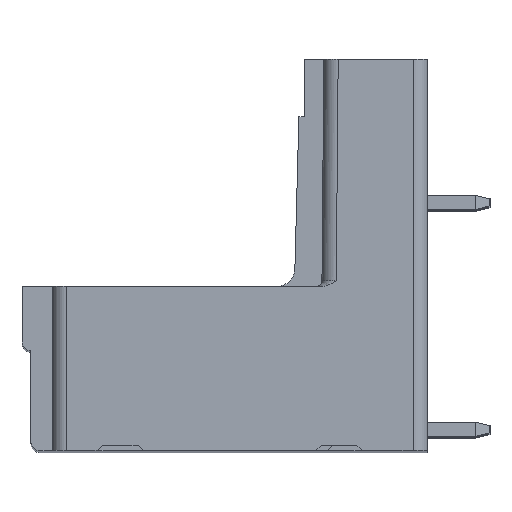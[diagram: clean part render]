
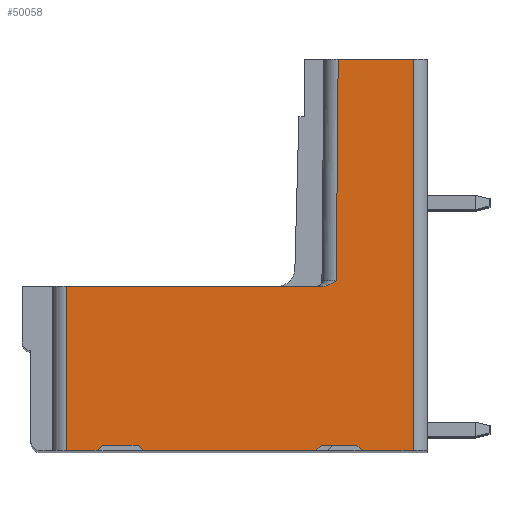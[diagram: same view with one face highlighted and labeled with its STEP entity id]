
A CAD part, top view. The second image highlights one B-rep face of the part: STEP entity #50058.
In plain terms, the highlighted planar face has unit normal (0, 0, 1).
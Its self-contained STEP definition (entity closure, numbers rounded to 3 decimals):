
#6142=DIRECTION('',(1.,0.,0.));
#6143=VECTOR('',#6142,1.7);
#6144=CARTESIAN_POINT('',(-20.194,0.,
-50.253));
#6145=LINE('',#6144,#6143);
#6166=DIRECTION('',(1.,0.,0.));
#6167=VECTOR('',#6166,9.65);
#6168=CARTESIAN_POINT('',(-15.894,0.,
-50.253));
#6169=LINE('',#6168,#6167);
#7104=DIRECTION('',(-1.,0.,0.));
#7105=VECTOR('',#7104,14.337);
#7106=CARTESIAN_POINT('',(-5.857,9.2,
-50.253));
#7107=LINE('',#7106,#7105);
#7425=CARTESIAN_POINT('',(-5.857,9.2,
-50.253));
#7426=CARTESIAN_POINT('',(-5.826,9.2,
-50.253));
#7427=CARTESIAN_POINT('',(-5.76,9.204,
-50.253));
#7428=CARTESIAN_POINT('',(-5.649,9.226,
-50.253));
#7429=CARTESIAN_POINT('',(-5.528,9.266,
-50.253));
#7430=CARTESIAN_POINT('',(-5.398,9.326,
-50.253));
#7431=CARTESIAN_POINT('',(-5.257,9.404,
-50.253));
#7432=CARTESIAN_POINT('',(-5.155,9.467,
-50.253));
#7433=CARTESIAN_POINT('',(-5.102,9.5,
-50.253));
#7435=DIRECTION('',(0.009,1.,0.));
#7436=VECTOR('',#7435,12.4);
#7437=CARTESIAN_POINT('',(-5.102,9.5,
-50.253));
#7438=LINE('',#7437,#7436);
#7439=DIRECTION('',(-1.,0.,0.));
#7440=VECTOR('',#7439,2.85);
#7441=CARTESIAN_POINT('',(-0.794,0.,
-50.253));
#7442=LINE('',#7441,#7440);
#7443=DIRECTION('',(-0.707,0.707,0.));
#7444=VECTOR('',#7443,0.424);
#7445=CARTESIAN_POINT('',(-3.644,0.,
-50.253));
#7446=LINE('',#7445,#7444);
#7447=DIRECTION('',(-1.,0.,0.));
#7448=VECTOR('',#7447,2.);
#7449=CARTESIAN_POINT('',(-3.944,0.3,
-50.253));
#7450=LINE('',#7449,#7448);
#7451=DIRECTION('',(-0.707,-0.707,0.));
#7452=VECTOR('',#7451,0.424);
#7453=CARTESIAN_POINT('',(-5.944,0.3,
-50.253));
#7454=LINE('',#7453,#7452);
#7455=DIRECTION('',(-0.707,0.707,0.));
#7456=VECTOR('',#7455,0.424);
#7457=CARTESIAN_POINT('',(-15.894,0.,
-50.253));
#7458=LINE('',#7457,#7456);
#7459=DIRECTION('',(-1.,0.,0.));
#7460=VECTOR('',#7459,2.);
#7461=CARTESIAN_POINT('',(-16.194,0.3,
-50.253));
#7462=LINE('',#7461,#7460);
#7463=DIRECTION('',(-0.707,-0.707,0.));
#7464=VECTOR('',#7463,0.424);
#7465=CARTESIAN_POINT('',(-18.194,0.3,
-50.253));
#7466=LINE('',#7465,#7464);
#7467=CARTESIAN_POINT('',(-5.857,9.2,
-50.253));
#7864=DIRECTION('',(-1.,0.,0.));
#7865=VECTOR('',#7864,4.2);
#7866=CARTESIAN_POINT('',(-0.794,21.9,-50.253));
#7867=LINE('',#7866,#7865);
#19858=DIRECTION('',(0.,1.,0.));
#19859=VECTOR('',#19858,21.9);
#19860=CARTESIAN_POINT('',(-0.794,0.,
-50.253));
#19861=LINE('',#19860,#19859);
#19883=DIRECTION('',(0.,-1.,0.));
#19884=VECTOR('',#19883,9.2);
#19885=CARTESIAN_POINT('',(-20.194,9.2,-50.253));
#19886=LINE('',#19885,#19884);
#31347=VERTEX_POINT('',#7467);
#31348=CARTESIAN_POINT('',(-20.194,9.2,-50.253));
#31349=VERTEX_POINT('',#31348);
#31400=CARTESIAN_POINT('',(-0.794,21.9,-50.253));
#31401=VERTEX_POINT('',#31400);
#31402=CARTESIAN_POINT('',(-4.994,21.9,-50.253));
#31403=VERTEX_POINT('',#31402);
#31769=CARTESIAN_POINT('',(-20.194,0.,
-50.253));
#31770=VERTEX_POINT('',#31769);
#31771=CARTESIAN_POINT('',(-18.494,0.,
-50.253));
#31772=VERTEX_POINT('',#31771);
#31785=CARTESIAN_POINT('',(-15.894,0.,
-50.253));
#31786=VERTEX_POINT('',#31785);
#31787=CARTESIAN_POINT('',(-6.244,0.,
-50.253));
#31788=VERTEX_POINT('',#31787);
#31793=CARTESIAN_POINT('',(-3.644,0.,
-50.253));
#31794=VERTEX_POINT('',#31793);
#31795=CARTESIAN_POINT('',(-0.794,0.,
-50.253));
#31796=VERTEX_POINT('',#31795);
#31889=VERTEX_POINT('',#7433);
#31890=CARTESIAN_POINT('',(-3.944,0.3,
-50.253));
#31891=VERTEX_POINT('',#31890);
#31892=CARTESIAN_POINT('',(-5.944,0.3,
-50.253));
#31893=VERTEX_POINT('',#31892);
#31894=CARTESIAN_POINT('',(-16.194,0.3,
-50.253));
#31895=VERTEX_POINT('',#31894);
#31896=CARTESIAN_POINT('',(-18.194,0.3,
-50.253));
#31897=VERTEX_POINT('',#31896);
#50028=CARTESIAN_POINT('',(-6.202,9.5,-50.253));
#50029=DIRECTION('',(0.,0.,1.));
#50030=DIRECTION('',(-1.,0.,0.));
#50031=AXIS2_PLACEMENT_3D('',#50028,#50029,#50030);
#50032=PLANE('',#50031);
#50033=ORIENTED_EDGE('',*,*,#49075,.F.);
#50035=ORIENTED_EDGE('',*,*,#50034,.T.);
#50037=ORIENTED_EDGE('',*,*,#50036,.T.);
#50039=ORIENTED_EDGE('',*,*,#50038,.F.);
#50041=ORIENTED_EDGE('',*,*,#50040,.F.);
#50042=ORIENTED_EDGE('',*,*,#48181,.T.);
#50044=ORIENTED_EDGE('',*,*,#50043,.T.);
#50046=ORIENTED_EDGE('',*,*,#50045,.T.);
#50048=ORIENTED_EDGE('',*,*,#50047,.T.);
#50049=ORIENTED_EDGE('',*,*,#48157,.F.);
#50050=ORIENTED_EDGE('',*,*,#49995,.T.);
#50051=ORIENTED_EDGE('',*,*,#50009,.T.);
#50052=ORIENTED_EDGE('',*,*,#50022,.T.);
#50053=ORIENTED_EDGE('',*,*,#48141,.F.);
#50055=ORIENTED_EDGE('',*,*,#50054,.F.);
#50056=EDGE_LOOP('',(#50033,#50035,#50037,#50039,#50041,#50042,#50044,#50046,
#50048,#50049,#50050,#50051,#50052,#50053,#50055));
#50057=FACE_OUTER_BOUND('',#50056,.F.);
#50058=ADVANCED_FACE('',(#50057),#50032,.T.);
#7434=B_SPLINE_CURVE_WITH_KNOTS('',3,(#7425,#7426,#7427,#7428,#7429,#7430,#7431,
#7432,#7433),.UNSPECIFIED.,.F.,.F.,(4,1,1,1,1,1,4),(0.,0.167,
0.333,0.5,0.667,0.833,1.),
.UNSPECIFIED.);
#48141=EDGE_CURVE('',#31770,#31772,#6145,.T.);
#48157=EDGE_CURVE('',#31786,#31788,#6169,.T.);
#48181=EDGE_CURVE('',#31796,#31794,#7442,.T.);
#49075=EDGE_CURVE('',#31347,#31349,#7107,.T.);
#49995=EDGE_CURVE('',#31786,#31895,#7458,.T.);
#50009=EDGE_CURVE('',#31895,#31897,#7462,.T.);
#50022=EDGE_CURVE('',#31897,#31772,#7466,.T.);
#50034=EDGE_CURVE('',#31347,#31889,#7434,.T.);
#50036=EDGE_CURVE('',#31889,#31403,#7438,.T.);
#50038=EDGE_CURVE('',#31401,#31403,#7867,.T.);
#50040=EDGE_CURVE('',#31796,#31401,#19861,.T.);
#50043=EDGE_CURVE('',#31794,#31891,#7446,.T.);
#50045=EDGE_CURVE('',#31891,#31893,#7450,.T.);
#50047=EDGE_CURVE('',#31893,#31788,#7454,.T.);
#50054=EDGE_CURVE('',#31349,#31770,#19886,.T.);
